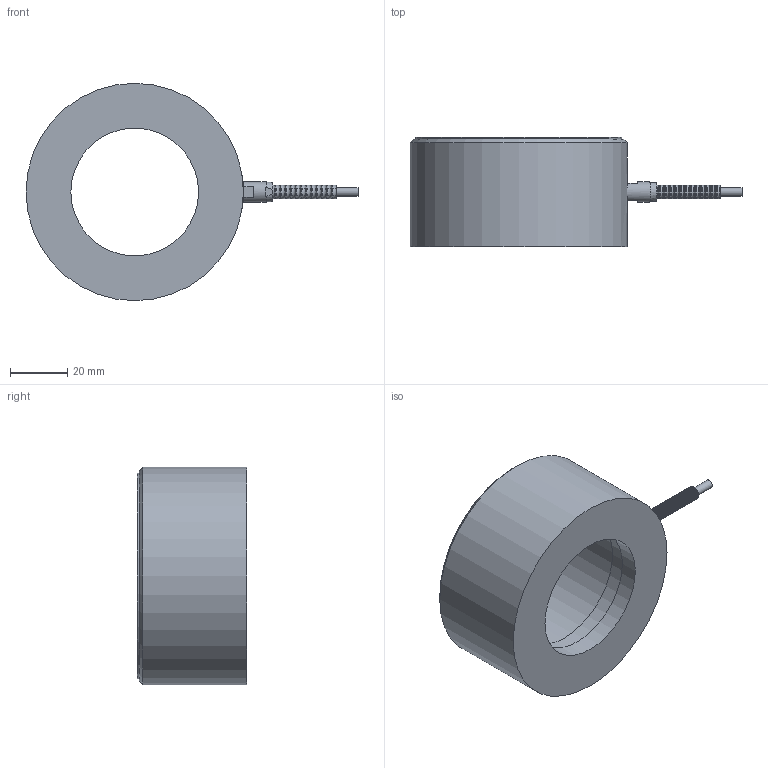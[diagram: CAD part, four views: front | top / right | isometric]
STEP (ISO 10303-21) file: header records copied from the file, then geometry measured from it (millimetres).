
FILE_DESCRIPTION((''),'2;1');
FILE_NAME('LLW555.stp','2010-11-19T10:19:15',('thomasl'),(''),'Autodesk Inventor 2008','Autodesk Inventor 2008','');
FILE_SCHEMA(('AUTOMOTIVE_DESIGN { 1 0 10303 214 1 1 1 1 }'));
Length unit declared in the file: inch
Products named in the file (5): LLW555; PART1; A396; A396A; A396B
Assembly tree (4 placements, depth 3):
  LLW555
    PART1
      A396
      A396A
      A396B
Bounding box: 115.57 x 38.1 x 75.69 mm (x, y, z)
Volume: 99045.2 mm3; surface area: 33794.4 mm2
Topology: 3 solids, 3 shells, 113 faces, 242 edges, 142 vertices
Faces by surface type: bspline 60, plane 21, cylinder 20, cone 10, torus 2
Full cylindrical faces by diameter (mm): 2.921 x1, 3.048 x1, 3.302 x1, 4.166 x4, 4.801 x1, 4.851 x1, 5.334 x1, 5.791 x1, 7.061 x1, 7.366 x1, 44.45 x1, 47.498 x1, 49.022 x1, 71.628 x1, 72.695 x1, 75.692 x1
Entity records: 7230 total; most frequent: CARTESIAN_POINT 5284, DIRECTION 354, ORIENTED_EDGE 278, EDGE_LOOP 216, AXIS2_PLACEMENT_3D 169, EDGE_CURVE 139, VERTEX_POINT 129, FACE_OUTER_BOUND 113
